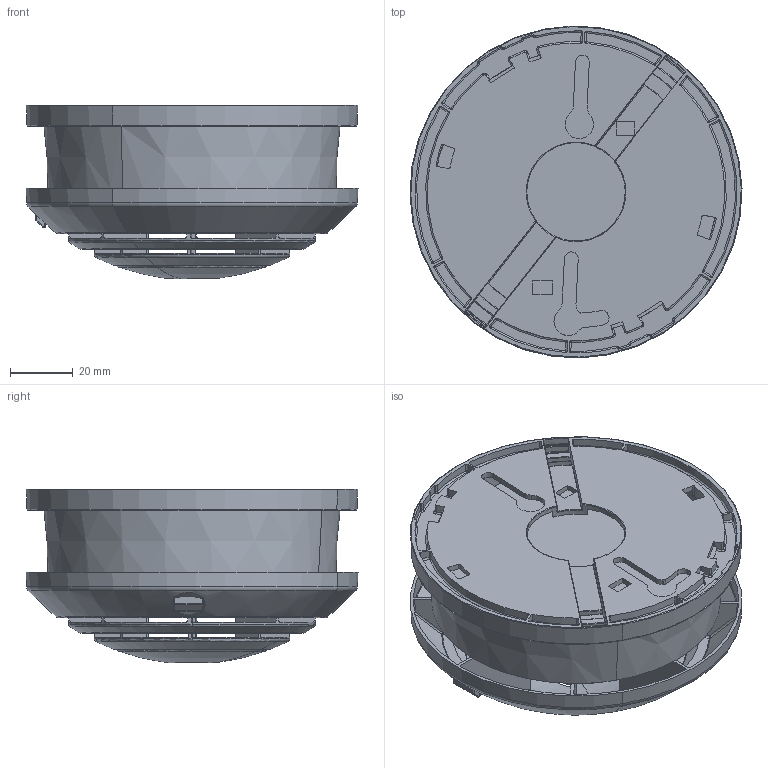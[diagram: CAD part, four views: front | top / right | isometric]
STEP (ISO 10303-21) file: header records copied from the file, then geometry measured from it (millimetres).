
FILE_DESCRIPTION('');
FILE_NAME('');
FILE_SCHEMA(('CONFIG_CONTROL_DESIGN'));
Length unit declared in the file: millimetre
Products named in the file (1): ER10018916
Bounding box: 105.85 x 105.85 x 55.46 mm (x, y, z)
Volume: 165016.4 mm3; surface area: 72609.8 mm2
Topology: 2 solids, 2 shells, 1451 faces, 4022 edges, 2472 vertices
Faces by surface type: plane 520, cylinder 276, extrusion 263, torus 119, bspline 116, sphere 79, revolution 54, cone 24
Entity records: 50438 total; most frequent: CARTESIAN_POINT 18001, ORIENTED_EDGE 7874, DIRECTION 4454, EDGE_CURVE 3937, VERTEX_POINT 2472, VECTOR 1873, AXIS2_PLACEMENT_3D 1730, B_SPLINE_CURVE_WITH_KNOTS 1713
